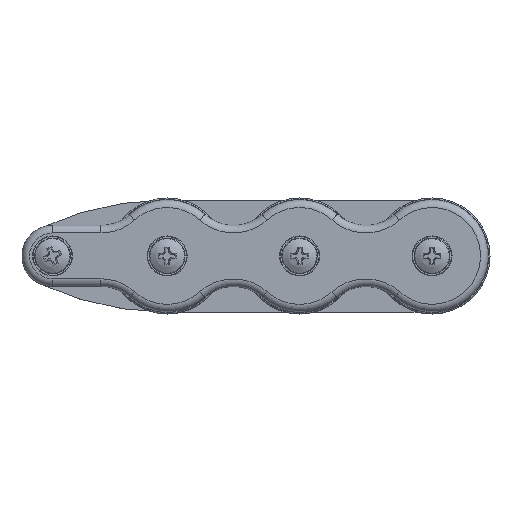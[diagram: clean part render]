
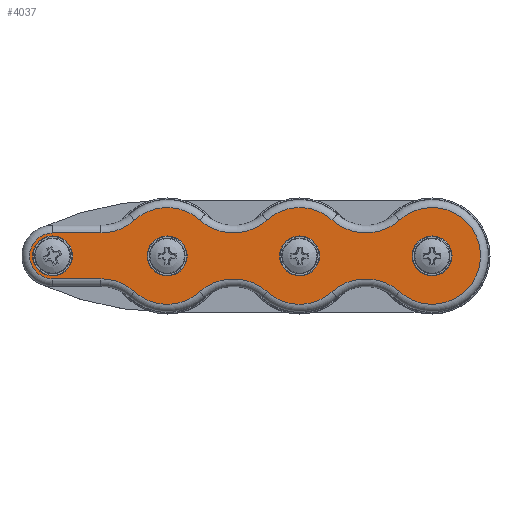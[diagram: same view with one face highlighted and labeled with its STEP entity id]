
A CAD part, top view. The second image highlights one B-rep face of the part: STEP entity #4037.
In plain terms, the highlighted planar face has unit normal (0, 0, 1).
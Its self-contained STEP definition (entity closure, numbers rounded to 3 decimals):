
#219=LINE('',#6615,#385);
#220=LINE('',#6619,#386);
#385=VECTOR('',#5173,19.);
#386=VECTOR('',#5176,19.);
#649=FACE_BOUND('',#1190,.T.);
#650=FACE_BOUND('',#1191,.T.);
#651=FACE_BOUND('',#1192,.T.);
#652=FACE_BOUND('',#1193,.T.);
#847=FACE_OUTER_BOUND('',#1189,.T.);
#1189=EDGE_LOOP('',(#3021,#3022,#3023,#3024,#3025,#3026,#3027,#3028,#3029,
#3030,#3031,#3032,#3033,#3034));
#1190=EDGE_LOOP('',(#3035));
#1191=EDGE_LOOP('',(#3036));
#1192=EDGE_LOOP('',(#3037));
#1193=EDGE_LOOP('',(#3038));
#1591=CIRCLE('',#4362,7.85);
#1608=CIRCLE('',#4403,19.);
#1609=CIRCLE('',#4404,19.8);
#1610=CIRCLE('',#4405,9.);
#1611=CIRCLE('',#4406,19.8);
#1612=CIRCLE('',#4407,19.);
#1613=CIRCLE('',#4408,19.8);
#1614=CIRCLE('',#4409,19.);
#1615=CIRCLE('',#4410,19.8);
#1616=CIRCLE('',#4411,19.);
#1617=CIRCLE('',#4412,19.8);
#1618=CIRCLE('',#4413,19.);
#1619=CIRCLE('',#4414,19.8);
#1620=CIRCLE('',#4415,7.85);
#1621=CIRCLE('',#4416,7.85);
#1622=CIRCLE('',#4417,7.85);
#1915=VERTEX_POINT('',#6491);
#1936=VERTEX_POINT('',#6609);
#1937=VERTEX_POINT('',#6610);
#1938=VERTEX_POINT('',#6612);
#1939=VERTEX_POINT('',#6614);
#1940=VERTEX_POINT('',#6616);
#1941=VERTEX_POINT('',#6618);
#1942=VERTEX_POINT('',#6620);
#1943=VERTEX_POINT('',#6622);
#1944=VERTEX_POINT('',#6624);
#1945=VERTEX_POINT('',#6626);
#1946=VERTEX_POINT('',#6628);
#1947=VERTEX_POINT('',#6630);
#1948=VERTEX_POINT('',#6632);
#1949=VERTEX_POINT('',#6634);
#1950=VERTEX_POINT('',#6637);
#1951=VERTEX_POINT('',#6639);
#1952=VERTEX_POINT('',#6641);
#2331=EDGE_CURVE('',#1915,#1915,#1591,.T.);
#2368=EDGE_CURVE('',#1936,#1937,#1608,.T.);
#2369=EDGE_CURVE('',#1938,#1936,#1609,.T.);
#2370=EDGE_CURVE('',#1939,#1938,#219,.T.);
#2371=EDGE_CURVE('',#1940,#1939,#1610,.T.);
#2372=EDGE_CURVE('',#1941,#1940,#220,.T.);
#2373=EDGE_CURVE('',#1942,#1941,#1611,.T.);
#2374=EDGE_CURVE('',#1943,#1942,#1612,.T.);
#2375=EDGE_CURVE('',#1944,#1943,#1613,.T.);
#2376=EDGE_CURVE('',#1945,#1944,#1614,.T.);
#2377=EDGE_CURVE('',#1946,#1945,#1615,.T.);
#2378=EDGE_CURVE('',#1947,#1946,#1616,.T.);
#2379=EDGE_CURVE('',#1948,#1947,#1617,.T.);
#2380=EDGE_CURVE('',#1949,#1948,#1618,.T.);
#2381=EDGE_CURVE('',#1937,#1949,#1619,.T.);
#2382=EDGE_CURVE('',#1950,#1950,#1620,.T.);
#2383=EDGE_CURVE('',#1951,#1951,#1621,.T.);
#2384=EDGE_CURVE('',#1952,#1952,#1622,.T.);
#3021=ORIENTED_EDGE('',*,*,#2368,.F.);
#3022=ORIENTED_EDGE('',*,*,#2369,.F.);
#3023=ORIENTED_EDGE('',*,*,#2370,.F.);
#3024=ORIENTED_EDGE('',*,*,#2371,.F.);
#3025=ORIENTED_EDGE('',*,*,#2372,.F.);
#3026=ORIENTED_EDGE('',*,*,#2373,.F.);
#3027=ORIENTED_EDGE('',*,*,#2374,.F.);
#3028=ORIENTED_EDGE('',*,*,#2375,.F.);
#3029=ORIENTED_EDGE('',*,*,#2376,.F.);
#3030=ORIENTED_EDGE('',*,*,#2377,.F.);
#3031=ORIENTED_EDGE('',*,*,#2378,.F.);
#3032=ORIENTED_EDGE('',*,*,#2379,.F.);
#3033=ORIENTED_EDGE('',*,*,#2380,.F.);
#3034=ORIENTED_EDGE('',*,*,#2381,.F.);
#3035=ORIENTED_EDGE('',*,*,#2331,.T.);
#3036=ORIENTED_EDGE('',*,*,#2382,.T.);
#3037=ORIENTED_EDGE('',*,*,#2383,.T.);
#3038=ORIENTED_EDGE('',*,*,#2384,.T.);
#3881=PLANE('',#4402);
#4037=ADVANCED_FACE('',(#847,#649,#650,#651,#652),#3881,.T.);
#4362=AXIS2_PLACEMENT_3D('',#6492,#5071,#5072);
#4402=AXIS2_PLACEMENT_3D('',#6608,#5167,#5168);
#4403=AXIS2_PLACEMENT_3D('',#6611,#5169,#5170);
#4404=AXIS2_PLACEMENT_3D('',#6613,#5171,#5172);
#4405=AXIS2_PLACEMENT_3D('',#6617,#5174,#5175);
#4406=AXIS2_PLACEMENT_3D('',#6621,#5177,#5178);
#4407=AXIS2_PLACEMENT_3D('',#6623,#5179,#5180);
#4408=AXIS2_PLACEMENT_3D('',#6625,#5181,#5182);
#4409=AXIS2_PLACEMENT_3D('',#6627,#5183,#5184);
#4410=AXIS2_PLACEMENT_3D('',#6629,#5185,#5186);
#4411=AXIS2_PLACEMENT_3D('',#6631,#5187,#5188);
#4412=AXIS2_PLACEMENT_3D('',#6633,#5189,#5190);
#4413=AXIS2_PLACEMENT_3D('',#6635,#5191,#5192);
#4414=AXIS2_PLACEMENT_3D('',#6636,#5193,#5194);
#4415=AXIS2_PLACEMENT_3D('',#6638,#5195,#5196);
#4416=AXIS2_PLACEMENT_3D('',#6640,#5197,#5198);
#4417=AXIS2_PLACEMENT_3D('',#6642,#5199,#5200);
#5071=DIRECTION('center_axis',(0.,0.,-1.));
#5072=DIRECTION('ref_axis',(-1.,0.,0.));
#5167=DIRECTION('center_axis',(0.,0.,1.));
#5168=DIRECTION('ref_axis',(1.,0.,0.));
#5169=DIRECTION('center_axis',(0.,0.,-1.));
#5170=DIRECTION('ref_axis',(0.,1.,0.));
#5171=DIRECTION('center_axis',(0.,0.,1.));
#5172=DIRECTION('ref_axis',(0.359,-0.933,0.));
#5173=DIRECTION('',(1.,0.,0.));
#5174=DIRECTION('center_axis',(0.,0.,-1.));
#5175=DIRECTION('ref_axis',(-1.,0.,0.));
#5176=DIRECTION('',(-1.,0.,0.));
#5177=DIRECTION('center_axis',(0.,0.,1.));
#5178=DIRECTION('ref_axis',(0.359,0.933,0.));
#5179=DIRECTION('center_axis',(0.,0.,-1.));
#5180=DIRECTION('ref_axis',(0.,-1.,0.));
#5181=DIRECTION('center_axis',(0.,0.,1.));
#5182=DIRECTION('ref_axis',(0.,1.,0.));
#5183=DIRECTION('center_axis',(0.,0.,-1.));
#5184=DIRECTION('ref_axis',(0.,-1.,0.));
#5185=DIRECTION('center_axis',(0.,0.,1.));
#5186=DIRECTION('ref_axis',(0.,1.,0.));
#5187=DIRECTION('center_axis',(0.,0.,-1.));
#5188=DIRECTION('ref_axis',(1.,0.,0.));
#5189=DIRECTION('center_axis',(0.,0.,1.));
#5190=DIRECTION('ref_axis',(0.,-1.,0.));
#5191=DIRECTION('center_axis',(0.,0.,-1.));
#5192=DIRECTION('ref_axis',(0.,1.,0.));
#5193=DIRECTION('center_axis',(0.,0.,1.));
#5194=DIRECTION('ref_axis',(0.,-1.,0.));
#5195=DIRECTION('center_axis',(0.,0.,-1.));
#5196=DIRECTION('ref_axis',(-1.,0.,0.));
#5197=DIRECTION('center_axis',(0.,0.,-1.));
#5198=DIRECTION('ref_axis',(-1.,0.,0.));
#5199=DIRECTION('center_axis',(0.,0.,-1.));
#5200=DIRECTION('ref_axis',(-1.,0.,0.));
#6491=CARTESIAN_POINT('',(-96.15,0.,38.5));
#6492=CARTESIAN_POINT('Origin',(-104.,0.,38.5));
#6608=CARTESIAN_POINT('Origin',(-67.301,0.,
38.5));
#6609=CARTESIAN_POINT('',(-116.732,14.103,38.5));
#6610=CARTESIAN_POINT('',(-91.268,14.103,38.5));
#6611=CARTESIAN_POINT('Origin',(-104.,0.,38.5));
#6612=CARTESIAN_POINT('',(-130.,9.,38.5));
#6613=CARTESIAN_POINT('Origin',(-130.,28.8,38.5));
#6614=CARTESIAN_POINT('',(-149.,9.,38.5));
#6615=CARTESIAN_POINT('',(-98.65,9.,38.5));
#6616=CARTESIAN_POINT('',(-149.,-9.,38.5));
#6617=CARTESIAN_POINT('Origin',(-149.,0.,38.5));
#6618=CARTESIAN_POINT('',(-130.,-9.,38.5));
#6619=CARTESIAN_POINT('',(-108.15,-9.,38.5));
#6620=CARTESIAN_POINT('',(-116.732,-14.103,38.5));
#6621=CARTESIAN_POINT('Origin',(-130.,-28.8,38.5));
#6622=CARTESIAN_POINT('',(-91.268,-14.103,38.5));
#6623=CARTESIAN_POINT('Origin',(-104.,0.,38.5));
#6624=CARTESIAN_POINT('',(-64.732,-14.103,38.5));
#6625=CARTESIAN_POINT('Origin',(-78.,-28.8,38.5));
#6626=CARTESIAN_POINT('',(-39.268,-14.103,38.5));
#6627=CARTESIAN_POINT('Origin',(-52.,0.,
38.5));
#6628=CARTESIAN_POINT('',(-12.732,-14.103,38.5));
#6629=CARTESIAN_POINT('Origin',(-26.,-28.8,38.5));
#6630=CARTESIAN_POINT('',(-12.732,14.103,38.5));
#6631=CARTESIAN_POINT('Origin',(0.,0.,
38.5));
#6632=CARTESIAN_POINT('',(-39.268,14.103,38.5));
#6633=CARTESIAN_POINT('Origin',(-26.,28.8,38.5));
#6634=CARTESIAN_POINT('',(-64.732,14.103,38.5));
#6635=CARTESIAN_POINT('Origin',(-52.,0.,
38.5));
#6636=CARTESIAN_POINT('Origin',(-78.,28.8,38.5));
#6637=CARTESIAN_POINT('',(7.85,0.,38.5));
#6638=CARTESIAN_POINT('Origin',(0.,0.,
38.5));
#6639=CARTESIAN_POINT('',(-141.15,0.,38.5));
#6640=CARTESIAN_POINT('Origin',(-149.,0.,38.5));
#6641=CARTESIAN_POINT('',(-44.15,0.,38.5));
#6642=CARTESIAN_POINT('Origin',(-52.,0.,
38.5));
